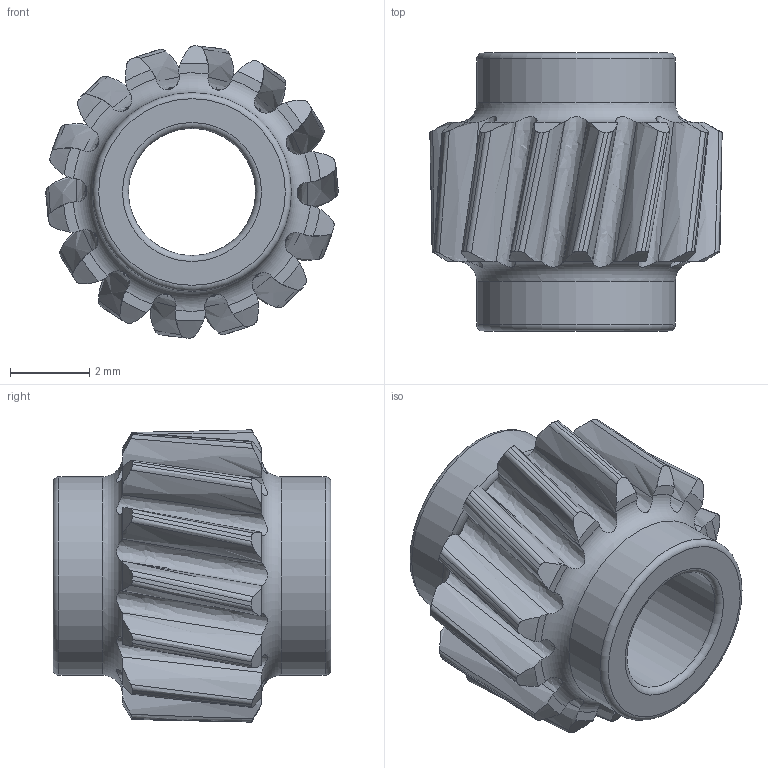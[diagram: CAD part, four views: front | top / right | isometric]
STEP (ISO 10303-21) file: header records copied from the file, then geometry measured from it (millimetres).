
FILE_DESCRIPTION(/* description */ ('STEP AP242','CAx-IF Rec.Pracs.---Representation and Presentation of Product Manufacturing Information (PMI)---4.0---2014-10-13','CAx-IF Rec.Pracs.---3D Tessellated Geometry---0.4---2014-09-14','2;1'),/* implementation_level */ '2;1');
FILE_NAME(/* name */ '68a39842439cb82f8b83d600',/* time_stamp */ '2025-08-18T21:16:51Z',/* author */ (''),/* organization */ (''),/* preprocessor_version */ 'ST-DEVELOPER v20',/* originating_system */ 'ONSHAPE BY PTC INC, 1.202',/* authorisation */ ' ');
FILE_SCHEMA (('AP242_MANAGED_MODEL_BASED_3D_ENGINEERING_MIM_LF { 1 0 10303 442 1 1 4 }'));
Length unit declared in the file: metre
Products named in the file (1): gear
Bounding box: 7.36 x 7 x 7.36 mm (x, y, z)
Volume: 123.5 mm3; surface area: 296.8 mm2
Topology: 1 solids, 1 shells, 151 faces, 443 edges, 294 vertices
Faces by surface type: bspline 70, plane 30, cone 28, cylinder 17, torus 6
Full cylindrical faces by diameter (mm): 3.2 x1, 5 x2
Entity records: 12630 total; most frequent: CARTESIAN_POINT 9538, ORIENTED_EDGE 860, EDGE_CURVE 430, DIRECTION 352, B_SPLINE_CURVE_WITH_KNOTS 308, VERTEX_POINT 290, AXIS2_PLACEMENT_3D 176, EDGE_LOOP 162
